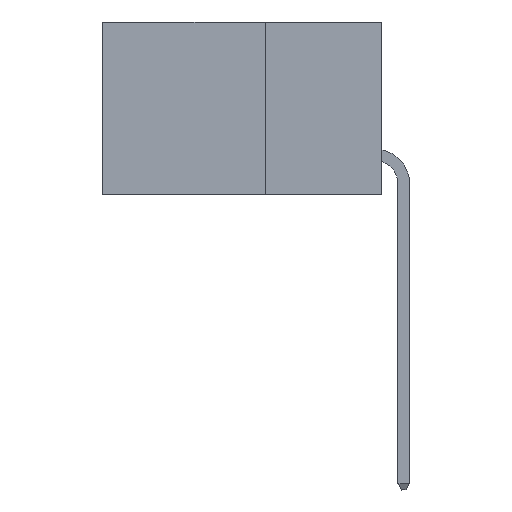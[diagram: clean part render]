
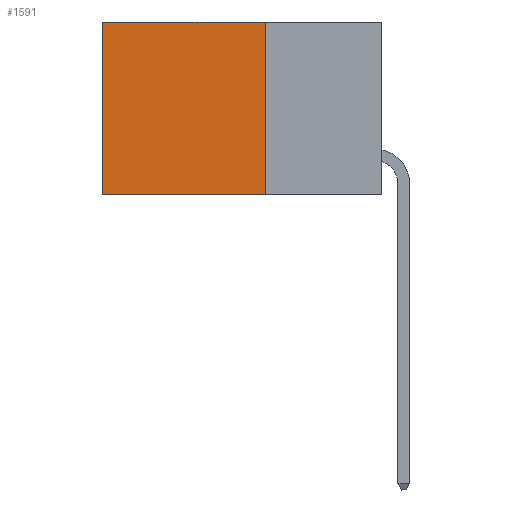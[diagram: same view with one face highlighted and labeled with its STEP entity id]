
A CAD part, left-side view. The second image highlights one B-rep face of the part: STEP entity #1591.
In plain terms, the highlighted planar face has unit normal (-1, 0, 0).
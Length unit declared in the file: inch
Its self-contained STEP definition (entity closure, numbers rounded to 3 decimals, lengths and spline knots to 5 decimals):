
#110 = DIRECTION ( 'NONE',  ( 1., 0., 0. ) ) ;
#318 = CARTESIAN_POINT ( 'NONE',  ( 0.2875, 0.25, 0. ) ) ;
#649 = DIRECTION ( 'NONE',  ( 0., 1., 0. ) ) ;
#892 = VERTEX_POINT ( 'NONE', #6818 ) ;
#1320 = ORIENTED_EDGE ( 'NONE', *, *, #7176, .F. ) ;
#1543 = FACE_OUTER_BOUND ( 'NONE', #4013, .T. ) ;
#1591 = ADVANCED_FACE ( 'NONE', ( #1543 ), #8287, .F. ) ;
#3285 = ORIENTED_EDGE ( 'NONE', *, *, #13101, .T. ) ;
#3664 = LINE ( 'NONE', #318, #14004 ) ;
#4013 = EDGE_LOOP ( 'NONE', ( #5010, #1320, #8055, #3285 ) ) ;
#5010 = ORIENTED_EDGE ( 'NONE', *, *, #6219, .T. ) ;
#5323 = VERTEX_POINT ( 'NONE', #9475 ) ;
#6219 = EDGE_CURVE ( 'NONE', #8216, #6832, #11911, .T. ) ;
#6818 = CARTESIAN_POINT ( 'NONE',  ( 0.2875, 0.25, 0. ) ) ;
#6832 = VERTEX_POINT ( 'NONE', #9203 ) ;
#6912 = CARTESIAN_POINT ( 'NONE',  ( 0.2875, 0.6, 0. ) ) ;
#7083 = LINE ( 'NONE', #10067, #8550 ) ;
#7176 = EDGE_CURVE ( 'NONE', #5323, #6832, #9920, .T. ) ;
#7216 = DIRECTION ( 'NONE',  ( 0., 0., -1. ) ) ;
#7491 = CARTESIAN_POINT ( 'NONE',  ( 0.2875, 0.6, 0. ) ) ;
#7855 = DIRECTION ( 'NONE',  ( 0., 1., 0. ) ) ;
#8055 = ORIENTED_EDGE ( 'NONE', *, *, #12076, .F. ) ;
#8216 = VERTEX_POINT ( 'NONE', #6912 ) ;
#8287 = PLANE ( 'NONE',  #13027 ) ;
#8550 = VECTOR ( 'NONE', #7855, 39.37008 ) ;
#9203 = CARTESIAN_POINT ( 'NONE',  ( 0.2875, 0.6, -0.37 ) ) ;
#9353 = CARTESIAN_POINT ( 'NONE',  ( 0.2875, 0.25, 0. ) ) ;
#9475 = CARTESIAN_POINT ( 'NONE',  ( 0.2875, 0.25, -0.37 ) ) ;
#9920 = LINE ( 'NONE', #14111, #14265 ) ;
#10067 = CARTESIAN_POINT ( 'NONE',  ( 0.2875, 0.25, 0. ) ) ;
#10434 = DIRECTION ( 'NONE',  ( 0., 0., -1. ) ) ;
#11911 = LINE ( 'NONE', #7491, #13742 ) ;
#12076 = EDGE_CURVE ( 'NONE', #892, #5323, #3664, .T. ) ;
#13027 = AXIS2_PLACEMENT_3D ( 'NONE', #9353, #110, #10434 ) ;
#13101 = EDGE_CURVE ( 'NONE', #892, #8216, #7083, .T. ) ;
#13742 = VECTOR ( 'NONE', #14561, 39.37008 ) ;
#14004 = VECTOR ( 'NONE', #7216, 39.37008 ) ;
#14111 = CARTESIAN_POINT ( 'NONE',  ( 0.2875, 0.25, -0.37 ) ) ;
#14265 = VECTOR ( 'NONE', #649, 39.37008 ) ;
#14561 = DIRECTION ( 'NONE',  ( 0., 0., -1. ) ) ;
